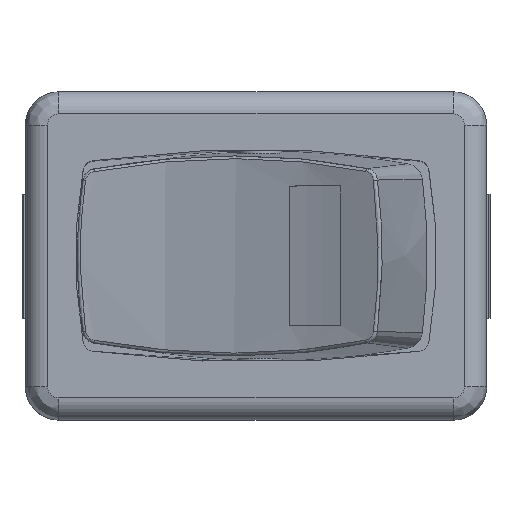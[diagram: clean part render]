
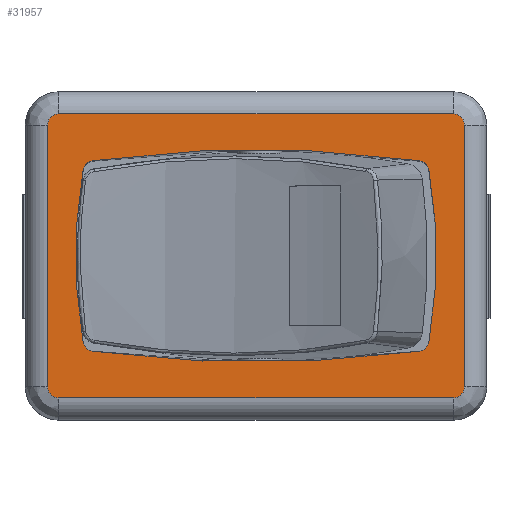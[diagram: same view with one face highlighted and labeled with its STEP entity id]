
A CAD part, top view. The second image highlights one B-rep face of the part: STEP entity #31957.
In plain terms, the highlighted planar face has unit normal (0, 0, 1).
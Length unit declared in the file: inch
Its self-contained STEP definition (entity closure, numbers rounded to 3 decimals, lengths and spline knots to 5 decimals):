
#31105=CARTESIAN_POINT('',(0.29004,0.16911,0.62992));
#31106=VERTEX_POINT('',#31105);
#31113=CARTESIAN_POINT('',(-0.29004,0.16911,0.62992));
#31114=VERTEX_POINT('',#31113);
#31115=CARTESIAN_POINT('',(0.,-1.97673,0.62992));
#31116=DIRECTION('',(0.0,0.0,-1.0));
#31117=DIRECTION('',(-0.134,-0.991,0.0));
#31118=AXIS2_PLACEMENT_3D('',#31115,#31116,#31117);
#31119=CIRCLE('',#31118,2.16535);
#31120=EDGE_CURVE('',#31114,#31106,#31119,.T.);
#31151=CARTESIAN_POINT('',(-0.30678,0.15309,0.62992));
#31152=VERTEX_POINT('',#31151);
#31153=CARTESIAN_POINT('',(-0.2874,0.14961,0.62992));
#31154=DIRECTION('',(0.0,0.0,-1.0));
#31155=DIRECTION('',(0.134,-0.991,0.0));
#31156=AXIS2_PLACEMENT_3D('',#31153,#31154,#31155);
#31157=CIRCLE('',#31156,0.01969);
#31158=EDGE_CURVE('',#31152,#31114,#31157,.T.);
#31184=CARTESIAN_POINT('',(-0.30678,-0.15309,0.62992));
#31185=VERTEX_POINT('',#31184);
#31186=CARTESIAN_POINT('',(0.54573,0.,0.62992));
#31187=DIRECTION('',(0.0,0.0,-1.0));
#31188=DIRECTION('',(0.984,-0.177,0.0));
#31189=AXIS2_PLACEMENT_3D('',#31186,#31187,#31188);
#31190=CIRCLE('',#31189,0.86614);
#31191=EDGE_CURVE('',#31185,#31152,#31190,.T.);
#31217=CARTESIAN_POINT('',(-0.29004,-0.16911,0.62992));
#31218=VERTEX_POINT('',#31217);
#31219=CARTESIAN_POINT('',(-0.2874,-0.14961,0.62992));
#31220=DIRECTION('',(0.0,0.0,-1.0));
#31221=DIRECTION('',(0.984,0.177,0.0));
#31222=AXIS2_PLACEMENT_3D('',#31219,#31220,#31221);
#31223=CIRCLE('',#31222,0.01969);
#31224=EDGE_CURVE('',#31218,#31185,#31223,.T.);
#31250=CARTESIAN_POINT('',(0.29004,-0.16911,0.62992));
#31251=VERTEX_POINT('',#31250);
#31252=CARTESIAN_POINT('',(0.,1.97673,0.62992));
#31253=DIRECTION('',(0.0,0.0,-1.0));
#31254=DIRECTION('',(0.134,0.991,0.0));
#31255=AXIS2_PLACEMENT_3D('',#31252,#31253,#31254);
#31256=CIRCLE('',#31255,2.16535);
#31257=EDGE_CURVE('',#31251,#31218,#31256,.T.);
#31288=CARTESIAN_POINT('',(0.30678,-0.15309,0.62992));
#31289=VERTEX_POINT('',#31288);
#31290=CARTESIAN_POINT('',(0.2874,-0.14961,0.62992));
#31291=DIRECTION('',(0.0,0.0,-1.0));
#31292=DIRECTION('',(-0.134,0.991,0.0));
#31293=AXIS2_PLACEMENT_3D('',#31290,#31291,#31292);
#31294=CIRCLE('',#31293,0.01969);
#31295=EDGE_CURVE('',#31289,#31251,#31294,.T.);
#31321=CARTESIAN_POINT('',(0.30678,0.15309,0.62992));
#31322=VERTEX_POINT('',#31321);
#31323=CARTESIAN_POINT('',(-0.54573,0.,0.62992));
#31324=DIRECTION('',(0.0,0.0,-1.0));
#31325=DIRECTION('',(-0.984,0.177,0.0));
#31326=AXIS2_PLACEMENT_3D('',#31323,#31324,#31325);
#31327=CIRCLE('',#31326,0.86614);
#31328=EDGE_CURVE('',#31322,#31289,#31327,.T.);
#31352=CARTESIAN_POINT('',(0.2874,0.14961,0.62992));
#31353=DIRECTION('',(0.0,0.0,-1.0));
#31354=DIRECTION('',(-0.984,-0.177,0.0));
#31355=AXIS2_PLACEMENT_3D('',#31352,#31353,#31354);
#31356=CIRCLE('',#31355,0.01969);
#31357=EDGE_CURVE('',#31106,#31322,#31356,.T.);
#31410=CARTESIAN_POINT('',(-0.37008,-0.23228,0.62992));
#31411=VERTEX_POINT('',#31410);
#31419=CARTESIAN_POINT('',(-0.37008,0.23228,0.62992));
#31420=VERTEX_POINT('',#31419);
#31421=CARTESIAN_POINT('',(-0.37008,-0.23228,0.62992));
#31422=DIRECTION('',(0.0,1.0,0.0));
#31423=VECTOR('',#31422,0.46457);
#31424=LINE('',#31421,#31423);
#31425=EDGE_CURVE('',#31411,#31420,#31424,.T.);
#31500=CARTESIAN_POINT('',(-0.35039,-0.25197,0.62992));
#31501=VERTEX_POINT('',#31500);
#31509=CARTESIAN_POINT('',(-0.35039,-0.23228,0.62992));
#31510=DIRECTION('',(0.0,0.0,-1.0));
#31511=DIRECTION('',(-0.707,-0.707,0.0));
#31512=AXIS2_PLACEMENT_3D('',#31509,#31510,#31511);
#31513=CIRCLE('',#31512,0.01969);
#31514=EDGE_CURVE('',#31501,#31411,#31513,.T.);
#31580=CARTESIAN_POINT('',(-0.35039,0.25197,0.62992));
#31581=VERTEX_POINT('',#31580);
#31599=CARTESIAN_POINT('',(-0.35039,0.23228,0.62992));
#31600=DIRECTION('',(0.0,0.0,-1.0));
#31601=DIRECTION('',(-0.707,0.707,0.0));
#31602=AXIS2_PLACEMENT_3D('',#31599,#31600,#31601);
#31603=CIRCLE('',#31602,0.01969);
#31604=EDGE_CURVE('',#31420,#31581,#31603,.T.);
#31616=CARTESIAN_POINT('',(0.35039,-0.25197,0.62992));
#31617=VERTEX_POINT('',#31616);
#31625=CARTESIAN_POINT('',(0.35039,-0.25197,0.62992));
#31626=DIRECTION('',(-1.0,0.0,0.0));
#31627=VECTOR('',#31626,0.70079);
#31628=LINE('',#31625,#31627);
#31629=EDGE_CURVE('',#31617,#31501,#31628,.T.);
#31646=CARTESIAN_POINT('',(0.35039,0.25197,0.62992));
#31647=VERTEX_POINT('',#31646);
#31664=CARTESIAN_POINT('',(-0.35039,0.25197,0.62992));
#31665=DIRECTION('',(1.0,0.0,0.0));
#31666=VECTOR('',#31665,0.70079);
#31667=LINE('',#31664,#31666);
#31668=EDGE_CURVE('',#31581,#31647,#31667,.T.);
#31728=CARTESIAN_POINT('',(0.37008,-0.23228,0.62992));
#31729=VERTEX_POINT('',#31728);
#31737=CARTESIAN_POINT('',(0.35039,-0.23228,0.62992));
#31738=DIRECTION('',(0.0,0.0,-1.0));
#31739=DIRECTION('',(0.707,-0.707,0.0));
#31740=AXIS2_PLACEMENT_3D('',#31737,#31738,#31739);
#31741=CIRCLE('',#31740,0.01969);
#31742=EDGE_CURVE('',#31729,#31617,#31741,.T.);
#31808=CARTESIAN_POINT('',(0.37008,0.23228,0.62992));
#31809=VERTEX_POINT('',#31808);
#31827=CARTESIAN_POINT('',(0.35039,0.23228,0.62992));
#31828=DIRECTION('',(0.0,0.0,-1.0));
#31829=DIRECTION('',(0.707,0.707,0.0));
#31830=AXIS2_PLACEMENT_3D('',#31827,#31828,#31829);
#31831=CIRCLE('',#31830,0.01969);
#31832=EDGE_CURVE('',#31647,#31809,#31831,.T.);
#31850=CARTESIAN_POINT('',(0.37008,0.23228,0.62992));
#31851=DIRECTION('',(0.0,-1.0,0.0));
#31852=VECTOR('',#31851,0.46457);
#31853=LINE('',#31850,#31852);
#31854=EDGE_CURVE('',#31809,#31729,#31853,.T.);
#31932=CARTESIAN_POINT('',(-0.40709,-0.27717,0.62992));
#31933=DIRECTION('',(0.0,0.0,1.0));
#31934=DIRECTION('',(1.0,0.0,0.0));
#31935=AXIS2_PLACEMENT_3D('',#31932,#31933,#31934);
#31936=PLANE('',#31935);
#31937=ORIENTED_EDGE('',*,*,#31425,.F.);
#31938=ORIENTED_EDGE('',*,*,#31514,.F.);
#31939=ORIENTED_EDGE('',*,*,#31629,.F.);
#31940=ORIENTED_EDGE('',*,*,#31742,.F.);
#31941=ORIENTED_EDGE('',*,*,#31854,.F.);
#31942=ORIENTED_EDGE('',*,*,#31832,.F.);
#31943=ORIENTED_EDGE('',*,*,#31668,.F.);
#31944=ORIENTED_EDGE('',*,*,#31604,.F.);
#31945=EDGE_LOOP('',(#31937,#31938,#31939,#31940,#31941,#31942,#31943,#31944));
#31946=FACE_OUTER_BOUND('',#31945,.T.);
#31947=ORIENTED_EDGE('',*,*,#31120,.T.);
#31948=ORIENTED_EDGE('',*,*,#31357,.T.);
#31949=ORIENTED_EDGE('',*,*,#31328,.T.);
#31950=ORIENTED_EDGE('',*,*,#31295,.T.);
#31951=ORIENTED_EDGE('',*,*,#31257,.T.);
#31952=ORIENTED_EDGE('',*,*,#31224,.T.);
#31953=ORIENTED_EDGE('',*,*,#31191,.T.);
#31954=ORIENTED_EDGE('',*,*,#31158,.T.);
#31955=EDGE_LOOP('',(#31947,#31948,#31949,#31950,#31951,#31952,#31953,#31954));
#31956=FACE_BOUND('',#31955,.T.);
#31957=ADVANCED_FACE('',(#31946,#31956),#31936,.T.);
